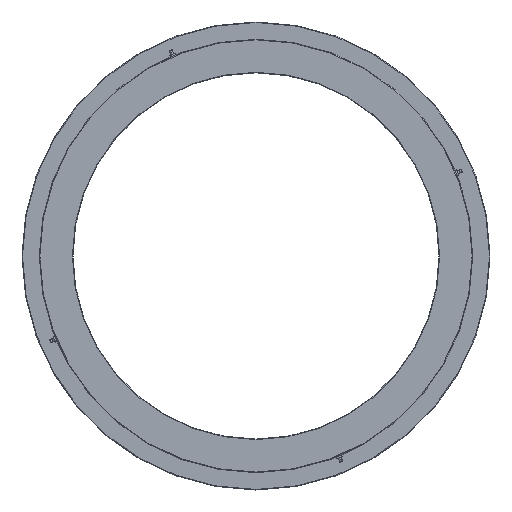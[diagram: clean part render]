
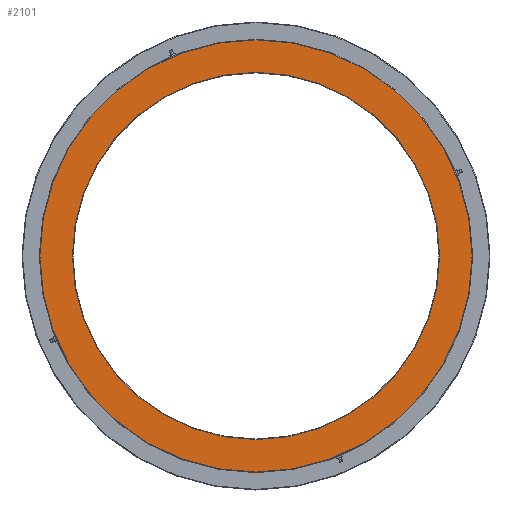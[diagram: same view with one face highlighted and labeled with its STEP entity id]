
A CAD part, top view. The second image highlights one B-rep face of the part: STEP entity #2101.
In plain terms, the highlighted planar face has unit normal (0, 0, 1).
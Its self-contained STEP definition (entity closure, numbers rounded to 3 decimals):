
#134 = CIRCLE ( 'NONE', #3101, 392.5 ) ;
#165 = VERTEX_POINT ( 'NONE', #566 ) ;
#235 = PLANE ( 'NONE',  #2802 ) ;
#566 = CARTESIAN_POINT ( 'NONE',  ( -333.5, 0., 26. ) ) ;
#600 = EDGE_CURVE ( 'NONE', #3800, #3800, #134, .T. ) ;
#609 = EDGE_LOOP ( 'NONE', ( #2550 ) ) ;
#616 = DIRECTION ( 'NONE',  ( -1., 0., 0. ) ) ;
#618 = CARTESIAN_POINT ( 'NONE',  ( -392.5, 0., 26. ) ) ;
#1211 = DIRECTION ( 'NONE',  ( -1., 0., 0. ) ) ;
#1416 = CIRCLE ( 'NONE', #2363, 333.5 ) ;
#1423 = FACE_BOUND ( 'NONE', #2890, .T. ) ;
#1578 = DIRECTION ( 'NONE',  ( 0., 0., 1. ) ) ;
#1699 = ORIENTED_EDGE ( 'NONE', *, *, #3348, .T. ) ;
#1857 = DIRECTION ( 'NONE',  ( -1., 0., 0. ) ) ;
#2101 = ADVANCED_FACE ( 'NONE', ( #2528, #1423 ), #235, .F. ) ;
#2363 = AXIS2_PLACEMENT_3D ( 'NONE', #3757, #2484, #1857 ) ;
#2484 = DIRECTION ( 'NONE',  ( 0., 0., -1. ) ) ;
#2528 = FACE_OUTER_BOUND ( 'NONE', #609, .T. ) ;
#2550 = ORIENTED_EDGE ( 'NONE', *, *, #600, .T. ) ;
#2754 = DIRECTION ( 'NONE',  ( 0., 0., -1. ) ) ;
#2802 = AXIS2_PLACEMENT_3D ( 'NONE', #3734, #2754, #1211 ) ;
#2890 = EDGE_LOOP ( 'NONE', ( #1699 ) ) ;
#2892 = CARTESIAN_POINT ( 'NONE',  ( 0., 0., 26. ) ) ;
#3101 = AXIS2_PLACEMENT_3D ( 'NONE', #2892, #1578, #616 ) ;
#3348 = EDGE_CURVE ( 'NONE', #165, #165, #1416, .T. ) ;
#3734 = CARTESIAN_POINT ( 'NONE',  ( -332.5, 0., 26. ) ) ;
#3757 = CARTESIAN_POINT ( 'NONE',  ( 0., 0., 26. ) ) ;
#3800 = VERTEX_POINT ( 'NONE', #618 ) ;
